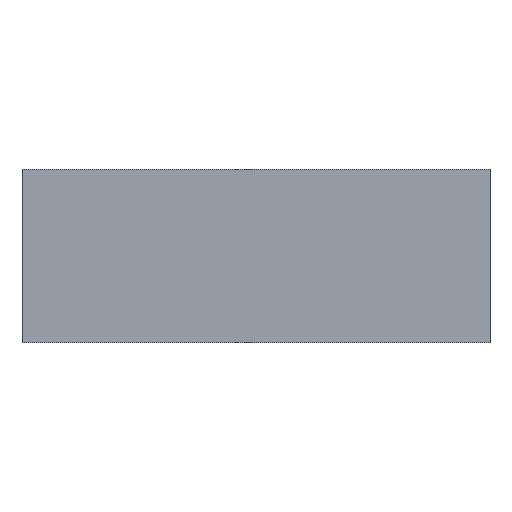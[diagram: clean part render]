
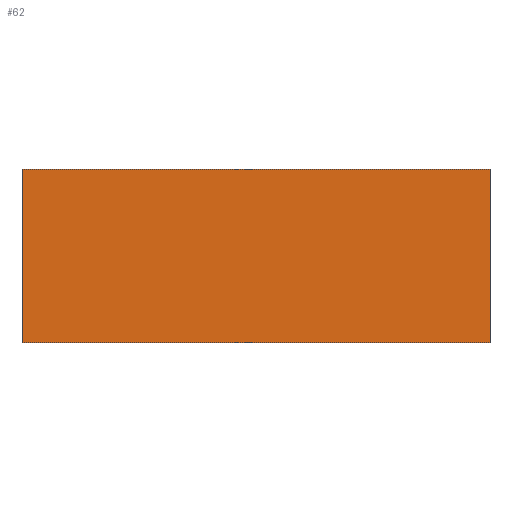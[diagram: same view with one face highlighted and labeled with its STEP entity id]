
A CAD part, top view. The second image highlights one B-rep face of the part: STEP entity #62.
In plain terms, the highlighted planar face has unit normal (0, 0, 1).
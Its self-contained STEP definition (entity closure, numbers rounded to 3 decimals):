
#2 = CARTESIAN_POINT ( 'NONE',  ( 0., 0., 0.675 ) ) ;
#9 = ORIENTED_EDGE ( 'NONE', *, *, #102, .T. ) ;
#27 = CARTESIAN_POINT ( 'NONE',  ( -13.5, 5., 0.675 ) ) ;
#28 = CARTESIAN_POINT ( 'NONE',  ( -13.5, -5., 0.675 ) ) ;
#32 = EDGE_CURVE ( 'NONE', #202, #118, #44, .T. ) ;
#33 = DIRECTION ( 'NONE',  ( 0., 1., 0. ) ) ;
#36 = CARTESIAN_POINT ( 'NONE',  ( -13.5, -5., 0.675 ) ) ;
#44 = LINE ( 'NONE', #28, #49 ) ;
#49 = VECTOR ( 'NONE', #213, 1000. ) ;
#51 = CARTESIAN_POINT ( 'NONE',  ( 13.5, -5., 0.675 ) ) ;
#54 = VECTOR ( 'NONE', #192, 1000. ) ;
#55 = ORIENTED_EDGE ( 'NONE', *, *, #32, .T. ) ;
#57 = CARTESIAN_POINT ( 'NONE',  ( -13.5, -5., 0.675 ) ) ;
#58 = LINE ( 'NONE', #57, #54 ) ;
#62 = ADVANCED_FACE ( 'NONE', ( #231 ), #188, .F. ) ;
#64 = EDGE_CURVE ( 'NONE', #118, #217, #200, .T. ) ;
#66 = EDGE_LOOP ( 'NONE', ( #180, #9, #184, #55 ) ) ;
#73 = DIRECTION ( 'NONE',  ( 0., 0., -1. ) ) ;
#101 = VECTOR ( 'NONE', #105, 1000. ) ;
#102 = EDGE_CURVE ( 'NONE', #217, #119, #178, .T. ) ;
#105 = DIRECTION ( 'NONE',  ( -1., 0., 0. ) ) ;
#118 = VERTEX_POINT ( 'NONE', #126 ) ;
#119 = VERTEX_POINT ( 'NONE', #133 ) ;
#122 = EDGE_CURVE ( 'NONE', #119, #202, #58, .T. ) ;
#126 = CARTESIAN_POINT ( 'NONE',  ( 13.5, -5., 0.675 ) ) ;
#133 = CARTESIAN_POINT ( 'NONE',  ( -13.5, 5., 0.675 ) ) ;
#152 = CARTESIAN_POINT ( 'NONE',  ( 13.5, 5., 0.675 ) ) ;
#161 = VECTOR ( 'NONE', #33, 1000. ) ;
#164 = AXIS2_PLACEMENT_3D ( 'NONE', #2, #73, #219 ) ;
#178 = LINE ( 'NONE', #27, #101 ) ;
#180 = ORIENTED_EDGE ( 'NONE', *, *, #64, .T. ) ;
#184 = ORIENTED_EDGE ( 'NONE', *, *, #122, .T. ) ;
#188 = PLANE ( 'NONE',  #164 ) ;
#192 = DIRECTION ( 'NONE',  ( 0., -1., 0. ) ) ;
#200 = LINE ( 'NONE', #51, #161 ) ;
#202 = VERTEX_POINT ( 'NONE', #36 ) ;
#213 = DIRECTION ( 'NONE',  ( 1., 0., 0. ) ) ;
#217 = VERTEX_POINT ( 'NONE', #152 ) ;
#219 = DIRECTION ( 'NONE',  ( -1., 0., 0. ) ) ;
#231 = FACE_OUTER_BOUND ( 'NONE', #66, .T. ) ;
